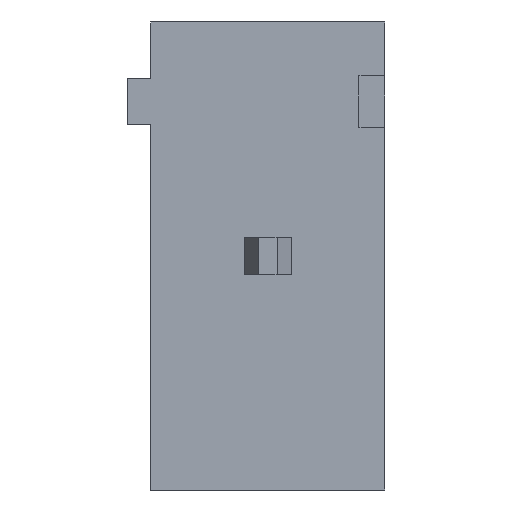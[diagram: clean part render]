
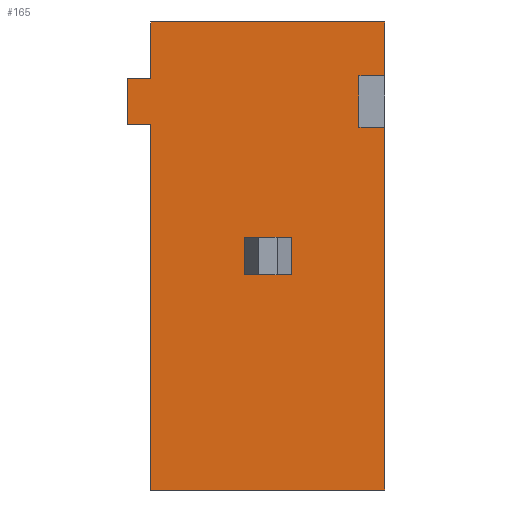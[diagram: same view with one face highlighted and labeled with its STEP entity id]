
A CAD part, front view. The second image highlights one B-rep face of the part: STEP entity #165.
In plain terms, the highlighted planar face has unit normal (0, -1, 0).
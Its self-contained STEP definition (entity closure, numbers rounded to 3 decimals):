
#2 = VECTOR ( 'NONE', #2211, 1000. ) ;
#5 = EDGE_CURVE ( 'NONE', #183, #361, #1541, .T. ) ;
#55 = EDGE_CURVE ( 'NONE', #2481, #2391, #465, .T. ) ;
#79 = CARTESIAN_POINT ( 'NONE',  ( 5., 0., -10. ) ) ;
#132 = DIRECTION ( 'NONE',  ( 0., 0., -1. ) ) ;
#138 = LINE ( 'NONE', #79, #2285 ) ;
#165 = ADVANCED_FACE ( 'NONE', ( #1408, #1888 ), #1390, .F. ) ;
#166 = LINE ( 'NONE', #433, #1802 ) ;
#174 = CARTESIAN_POINT ( 'NONE',  ( 3., 0., -5.4 ) ) ;
#178 = EDGE_CURVE ( 'NONE', #361, #575, #454, .T. ) ;
#183 = VERTEX_POINT ( 'NONE', #843 ) ;
#191 = CARTESIAN_POINT ( 'NONE',  ( 5., 0., -10. ) ) ;
#199 = VECTOR ( 'NONE', #236, 1000. ) ;
#220 = CARTESIAN_POINT ( 'NONE',  ( 5., 0., 0. ) ) ;
#236 = DIRECTION ( 'NONE',  ( -1., 0., 0. ) ) ;
#245 = CARTESIAN_POINT ( 'NONE',  ( 5., 0., -1.15 ) ) ;
#271 = EDGE_CURVE ( 'NONE', #405, #2349, #138, .T. ) ;
#286 = DIRECTION ( 'NONE',  ( 0., 1., 0. ) ) ;
#297 = ORIENTED_EDGE ( 'NONE', *, *, #178, .T. ) ;
#314 = CARTESIAN_POINT ( 'NONE',  ( 0., 0., -10. ) ) ;
#344 = ORIENTED_EDGE ( 'NONE', *, *, #1012, .T. ) ;
#361 = VERTEX_POINT ( 'NONE', #1900 ) ;
#391 = CARTESIAN_POINT ( 'NONE',  ( 2., 0., -5.4 ) ) ;
#396 = LINE ( 'NONE', #1519, #1190 ) ;
#404 = ORIENTED_EDGE ( 'NONE', *, *, #1217, .T. ) ;
#405 = VERTEX_POINT ( 'NONE', #585 ) ;
#433 = CARTESIAN_POINT ( 'NONE',  ( 3., 0., -4.6 ) ) ;
#454 = LINE ( 'NONE', #888, #2235 ) ;
#465 = LINE ( 'NONE', #614, #2409 ) ;
#497 = ORIENTED_EDGE ( 'NONE', *, *, #271, .F. ) ;
#500 = CARTESIAN_POINT ( 'NONE',  ( 4.45, 0., -2.25 ) ) ;
#564 = DIRECTION ( 'NONE',  ( 0., 0., -1. ) ) ;
#575 = VERTEX_POINT ( 'NONE', #1132 ) ;
#576 = DIRECTION ( 'NONE',  ( -1., 0., 0. ) ) ;
#585 = CARTESIAN_POINT ( 'NONE',  ( 5., 0., -2.25 ) ) ;
#600 = DIRECTION ( 'NONE',  ( -1., 0., 0. ) ) ;
#608 = ORIENTED_EDGE ( 'NONE', *, *, #2083, .F. ) ;
#614 = CARTESIAN_POINT ( 'NONE',  ( 2., 0., -4.6 ) ) ;
#630 = DIRECTION ( 'NONE',  ( 0., 0., -1. ) ) ;
#635 = DIRECTION ( 'NONE',  ( 1., 0., 0. ) ) ;
#656 = EDGE_CURVE ( 'NONE', #2486, #1441, #805, .T. ) ;
#730 = VERTEX_POINT ( 'NONE', #768 ) ;
#732 = CARTESIAN_POINT ( 'NONE',  ( 3., 0., -4.6 ) ) ;
#768 = CARTESIAN_POINT ( 'NONE',  ( -0.5, 0., -1.2 ) ) ;
#805 = LINE ( 'NONE', #732, #2028 ) ;
#811 = CARTESIAN_POINT ( 'NONE',  ( -0.5, 0., -1.2 ) ) ;
#832 = EDGE_CURVE ( 'NONE', #2486, #2481, #166, .T. ) ;
#843 = CARTESIAN_POINT ( 'NONE',  ( 5., 0., 0. ) ) ;
#856 = ORIENTED_EDGE ( 'NONE', *, *, #2006, .F. ) ;
#858 = DIRECTION ( 'NONE',  ( 1., 0., 0. ) ) ;
#859 = CARTESIAN_POINT ( 'NONE',  ( 5., 0., -10. ) ) ;
#868 = DIRECTION ( 'NONE',  ( 0., 0., -1. ) ) ;
#879 = VERTEX_POINT ( 'NONE', #1573 ) ;
#886 = DIRECTION ( 'NONE',  ( 1., 0., 0. ) ) ;
#888 = CARTESIAN_POINT ( 'NONE',  ( 0., 0., -10. ) ) ;
#922 = CARTESIAN_POINT ( 'NONE',  ( 3., 0., -5.4 ) ) ;
#954 = VECTOR ( 'NONE', #1295, 1000. ) ;
#983 = CARTESIAN_POINT ( 'NONE',  ( 0., 0., -10. ) ) ;
#1012 = EDGE_CURVE ( 'NONE', #1487, #1562, #2284, .T. ) ;
#1027 = ORIENTED_EDGE ( 'NONE', *, *, #1461, .F. ) ;
#1030 = ORIENTED_EDGE ( 'NONE', *, *, #1870, .F. ) ;
#1062 = EDGE_LOOP ( 'NONE', ( #1318, #2174, #404, #1397 ) ) ;
#1068 = DIRECTION ( 'NONE',  ( 0., 0., 1. ) ) ;
#1106 = LINE ( 'NONE', #1948, #2122 ) ;
#1132 = CARTESIAN_POINT ( 'NONE',  ( 0., 0., -1.2 ) ) ;
#1134 = LINE ( 'NONE', #922, #954 ) ;
#1159 = VECTOR ( 'NONE', #2184, 1000. ) ;
#1182 = CARTESIAN_POINT ( 'NONE',  ( -0.5, 0., -2.2 ) ) ;
#1186 = LINE ( 'NONE', #1182, #2239 ) ;
#1190 = VECTOR ( 'NONE', #576, 1000. ) ;
#1217 = EDGE_CURVE ( 'NONE', #1441, #2391, #1134, .T. ) ;
#1219 = CARTESIAN_POINT ( 'NONE',  ( 4.45, 0., -1.15 ) ) ;
#1222 = VECTOR ( 'NONE', #132, 1000. ) ;
#1258 = CARTESIAN_POINT ( 'NONE',  ( 5., 0., -10. ) ) ;
#1295 = DIRECTION ( 'NONE',  ( -1., 0., 0. ) ) ;
#1318 = ORIENTED_EDGE ( 'NONE', *, *, #832, .F. ) ;
#1319 = ORIENTED_EDGE ( 'NONE', *, *, #5, .T. ) ;
#1390 = PLANE ( 'NONE',  #2447 ) ;
#1397 = ORIENTED_EDGE ( 'NONE', *, *, #55, .F. ) ;
#1408 = FACE_BOUND ( 'NONE', #1062, .T. ) ;
#1415 = EDGE_CURVE ( 'NONE', #1845, #879, #1106, .T. ) ;
#1441 = VERTEX_POINT ( 'NONE', #174 ) ;
#1461 = EDGE_CURVE ( 'NONE', #2349, #1562, #396, .T. ) ;
#1463 = CARTESIAN_POINT ( 'NONE',  ( -0.5, 0., -2.2 ) ) ;
#1487 = VERTEX_POINT ( 'NONE', #2510 ) ;
#1500 = ORIENTED_EDGE ( 'NONE', *, *, #2268, .T. ) ;
#1514 = CARTESIAN_POINT ( 'NONE',  ( 2., 0., -4.6 ) ) ;
#1519 = CARTESIAN_POINT ( 'NONE',  ( 5., 0., -10. ) ) ;
#1541 = LINE ( 'NONE', #220, #199 ) ;
#1562 = VERTEX_POINT ( 'NONE', #983 ) ;
#1573 = CARTESIAN_POINT ( 'NONE',  ( 4.45, 0., -2.25 ) ) ;
#1581 = ORIENTED_EDGE ( 'NONE', *, *, #1683, .T. ) ;
#1623 = LINE ( 'NONE', #859, #2 ) ;
#1633 = DIRECTION ( 'NONE',  ( 0., 0., 1. ) ) ;
#1658 = LINE ( 'NONE', #811, #1159 ) ;
#1683 = EDGE_CURVE ( 'NONE', #1845, #1691, #2024, .T. ) ;
#1691 = VERTEX_POINT ( 'NONE', #245 ) ;
#1709 = LINE ( 'NONE', #1463, #2192 ) ;
#1720 = EDGE_LOOP ( 'NONE', ( #1995, #1581, #608, #1319, #297, #2330, #856, #1500, #344, #1027, #497, #1030 ) ) ;
#1802 = VECTOR ( 'NONE', #600, 1000. ) ;
#1845 = VERTEX_POINT ( 'NONE', #2269 ) ;
#1855 = CARTESIAN_POINT ( 'NONE',  ( -0.5, 0., -2.2 ) ) ;
#1870 = EDGE_CURVE ( 'NONE', #879, #405, #2120, .T. ) ;
#1888 = FACE_OUTER_BOUND ( 'NONE', #1720, .T. ) ;
#1900 = CARTESIAN_POINT ( 'NONE',  ( 0., 0., 0. ) ) ;
#1911 = EDGE_CURVE ( 'NONE', #730, #575, #1658, .T. ) ;
#1948 = CARTESIAN_POINT ( 'NONE',  ( 4.45, 0., -1.15 ) ) ;
#1995 = ORIENTED_EDGE ( 'NONE', *, *, #1415, .F. ) ;
#2006 = EDGE_CURVE ( 'NONE', #2234, #730, #1186, .T. ) ;
#2024 = LINE ( 'NONE', #1219, #2493 ) ;
#2028 = VECTOR ( 'NONE', #2123, 1000. ) ;
#2083 = EDGE_CURVE ( 'NONE', #183, #1691, #1623, .T. ) ;
#2120 = LINE ( 'NONE', #500, #2208 ) ;
#2122 = VECTOR ( 'NONE', #564, 1000. ) ;
#2123 = DIRECTION ( 'NONE',  ( 0., 0., -1. ) ) ;
#2174 = ORIENTED_EDGE ( 'NONE', *, *, #656, .T. ) ;
#2184 = DIRECTION ( 'NONE',  ( 1., 0., 0. ) ) ;
#2192 = VECTOR ( 'NONE', #886, 1000. ) ;
#2208 = VECTOR ( 'NONE', #858, 1000. ) ;
#2211 = DIRECTION ( 'NONE',  ( 0., 0., -1. ) ) ;
#2234 = VERTEX_POINT ( 'NONE', #1855 ) ;
#2235 = VECTOR ( 'NONE', #868, 1000. ) ;
#2238 = DIRECTION ( 'NONE',  ( 0., 0., -1. ) ) ;
#2239 = VECTOR ( 'NONE', #1068, 1000. ) ;
#2268 = EDGE_CURVE ( 'NONE', #2234, #1487, #1709, .T. ) ;
#2269 = CARTESIAN_POINT ( 'NONE',  ( 4.45, 0., -1.15 ) ) ;
#2284 = LINE ( 'NONE', #314, #1222 ) ;
#2285 = VECTOR ( 'NONE', #2238, 1000. ) ;
#2330 = ORIENTED_EDGE ( 'NONE', *, *, #1911, .F. ) ;
#2336 = CARTESIAN_POINT ( 'NONE',  ( 3., 0., -4.6 ) ) ;
#2349 = VERTEX_POINT ( 'NONE', #191 ) ;
#2391 = VERTEX_POINT ( 'NONE', #391 ) ;
#2409 = VECTOR ( 'NONE', #630, 1000. ) ;
#2447 = AXIS2_PLACEMENT_3D ( 'NONE', #1258, #286, #1633 ) ;
#2481 = VERTEX_POINT ( 'NONE', #1514 ) ;
#2486 = VERTEX_POINT ( 'NONE', #2336 ) ;
#2493 = VECTOR ( 'NONE', #635, 1000. ) ;
#2510 = CARTESIAN_POINT ( 'NONE',  ( 0., 0., -2.2 ) ) ;
